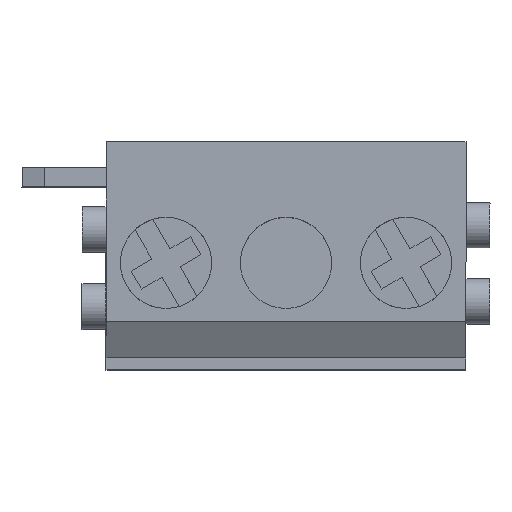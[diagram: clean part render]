
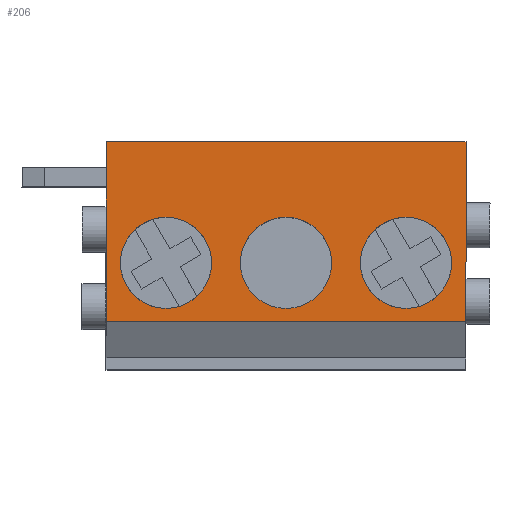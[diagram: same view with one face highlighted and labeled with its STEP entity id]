
A CAD part, top view. The second image highlights one B-rep face of the part: STEP entity #206.
In plain terms, the highlighted planar face has unit normal (0, 0, 1).
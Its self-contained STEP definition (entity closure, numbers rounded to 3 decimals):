
#206 = ADVANCED_FACE( '', ( #485, #486, #487, #488 ), #489, .T. );
#485 = FACE_BOUND( '', #846, .T. );
#486 = FACE_BOUND( '', #847, .T. );
#487 = FACE_BOUND( '', #848, .T. );
#488 = FACE_OUTER_BOUND( '', #849, .T. );
#489 = PLANE( '', #850 );
#846 = EDGE_LOOP( '', ( #1405 ) );
#847 = EDGE_LOOP( '', ( #1406 ) );
#848 = EDGE_LOOP( '', ( #1407 ) );
#849 = EDGE_LOOP( '', ( #1408, #1409, #1410, #1411 ) );
#850 = AXIS2_PLACEMENT_3D( '', #1412, #1413, #1414 );
#1405 = ORIENTED_EDGE( '', *, *, #2252, .T. );
#1406 = ORIENTED_EDGE( '', *, *, #2232, .T. );
#1407 = ORIENTED_EDGE( '', *, *, #2253, .T. );
#1408 = ORIENTED_EDGE( '', *, *, #2254, .F. );
#1409 = ORIENTED_EDGE( '', *, *, #2255, .F. );
#1410 = ORIENTED_EDGE( '', *, *, #2256, .T. );
#1411 = ORIENTED_EDGE( '', *, *, #2257, .T. );
#1412 = CARTESIAN_POINT( '', ( -40.387, -89.392, -153.7 ) );
#1413 = DIRECTION( '', ( 0., 0., 1. ) );
#1414 = DIRECTION( '', ( 0., 1., 0. ) );
#2232 = EDGE_CURVE( '', #2723, #2723, #2724, .T. );
#2252 = EDGE_CURVE( '', #2749, #2749, #2750, .T. );
#2253 = EDGE_CURVE( '', #2751, #2751, #2752, .T. );
#2254 = EDGE_CURVE( '', #2753, #2754, #2755, .T. );
#2255 = EDGE_CURVE( '', #2756, #2753, #2757, .T. );
#2256 = EDGE_CURVE( '', #2756, #2758, #2759, .T. );
#2257 = EDGE_CURVE( '', #2758, #2754, #2760, .T. );
#2723 = VERTEX_POINT( '', #3390 );
#2724 = CIRCLE( '', #3391, 1.9 );
#2749 = VERTEX_POINT( '', #3429 );
#2750 = CIRCLE( '', #3430, 1.9 );
#2751 = VERTEX_POINT( '', #3431 );
#2752 = CIRCLE( '', #3432, 1.9 );
#2753 = VERTEX_POINT( '', #3433 );
#2754 = VERTEX_POINT( '', #3434 );
#2755 = LINE( '', #3435, #3436 );
#2756 = VERTEX_POINT( '', #3437 );
#2757 = LINE( '', #3438, #3439 );
#2758 = VERTEX_POINT( '', #3440 );
#2759 = LINE( '', #3441, #3442 );
#2760 = LINE( '', #3443, #3444 );
#3390 = CARTESIAN_POINT( '', ( -27.887, -85.042, -153.7 ) );
#3391 = AXIS2_PLACEMENT_3D( '', #3932, #3933, #3934 );
#3429 = CARTESIAN_POINT( '', ( -37.887, -85.042, -153.7 ) );
#3430 = AXIS2_PLACEMENT_3D( '', #3948, #3949, #3950 );
#3431 = CARTESIAN_POINT( '', ( -32.887, -85.042, -153.7 ) );
#3432 = AXIS2_PLACEMENT_3D( '', #3951, #3952, #3953 );
#3433 = CARTESIAN_POINT( '', ( -25.387, -81.892, -153.7 ) );
#3434 = CARTESIAN_POINT( '', ( -25.387, -89.392, -153.7 ) );
#3435 = CARTESIAN_POINT( '', ( -25.387, -89.392, -153.7 ) );
#3436 = VECTOR( '', #3954, 1000. );
#3437 = CARTESIAN_POINT( '', ( -40.387, -81.892, -153.7 ) );
#3438 = CARTESIAN_POINT( '', ( -40.387, -81.892, -153.7 ) );
#3439 = VECTOR( '', #3955, 1000. );
#3440 = CARTESIAN_POINT( '', ( -40.387, -89.392, -153.7 ) );
#3441 = CARTESIAN_POINT( '', ( -40.387, -89.392, -153.7 ) );
#3442 = VECTOR( '', #3956, 1000. );
#3443 = CARTESIAN_POINT( '', ( -40.387, -89.392, -153.7 ) );
#3444 = VECTOR( '', #3957, 1000. );
#3932 = CARTESIAN_POINT( '', ( -27.887, -86.942, -153.7 ) );
#3933 = DIRECTION( '', ( 0., 0., -1. ) );
#3934 = DIRECTION( '', ( 0., 1., 0. ) );
#3948 = CARTESIAN_POINT( '', ( -37.887, -86.942, -153.7 ) );
#3949 = DIRECTION( '', ( 0., 0., -1. ) );
#3950 = DIRECTION( '', ( 0., 1., 0. ) );
#3951 = CARTESIAN_POINT( '', ( -32.887, -86.942, -153.7 ) );
#3952 = DIRECTION( '', ( 0., 0., -1. ) );
#3953 = DIRECTION( '', ( 0., 1., 0. ) );
#3954 = DIRECTION( '', ( 0., -1., 0. ) );
#3955 = DIRECTION( '', ( 1., 0., 0. ) );
#3956 = DIRECTION( '', ( 0., -1., 0. ) );
#3957 = DIRECTION( '', ( 1., 0., 0. ) );
